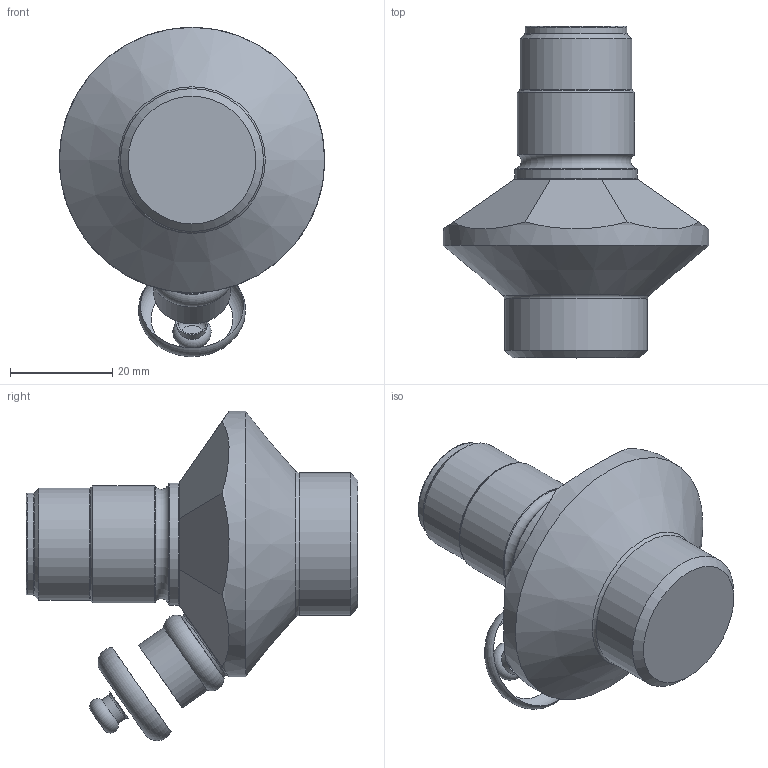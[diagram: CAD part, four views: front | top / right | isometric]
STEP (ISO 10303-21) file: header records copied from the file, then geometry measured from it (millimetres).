
FILE_DESCRIPTION(/* description */ (''),/* implementation_level */ '2;1');
FILE_NAME(/* name */ '850001-1.stp',/* time_stamp */ '2025-10-27T14:01:35+01:00',/* author */ ('mbs'),/* organization */ (''),/* preprocessor_version */ 'ST-DEVELOPER v20',/* originating_system */ 'Autodesk Inventor 2024',/* authorisation */ '');
FILE_SCHEMA (('AUTOMOTIVE_DESIGN { 1 0 10303 214 3 1 1 }'));
Length unit declared in the file: millimetre
Products named in the file (1): 850001-1
Bounding box: 52 x 65 x 64.5 mm (x, y, z)
Volume: 56008.1 mm3; surface area: 10097.6 mm2
Topology: 1 solids, 1 shells, 42 faces, 99 edges, 62 vertices
Faces by surface type: torus 14, plane 13, cylinder 9, cone 6
Full cylindrical faces by diameter (mm): 5.6 x1, 14.5 x1, 15 x1, 20 x1, 22 x1, 23 x1, 24 x1, 28 x1, 52 x1
Entity records: 1347 total; most frequent: DIRECTION 253, CARTESIAN_POINT 204, ORIENTED_EDGE 198, AXIS2_PLACEMENT_3D 111, EDGE_CURVE 99, VERTEX_POINT 62, CIRCLE 59, EDGE_LOOP 45
